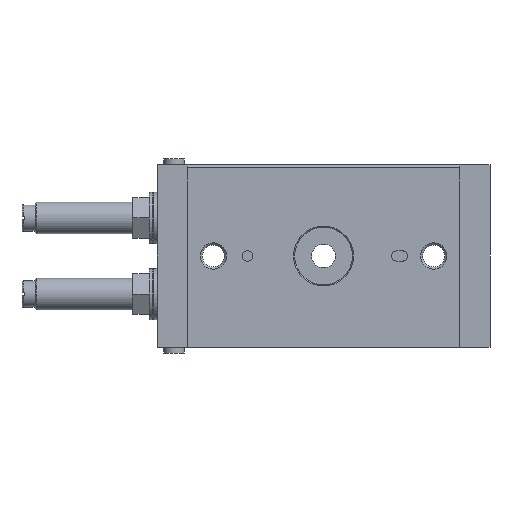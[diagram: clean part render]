
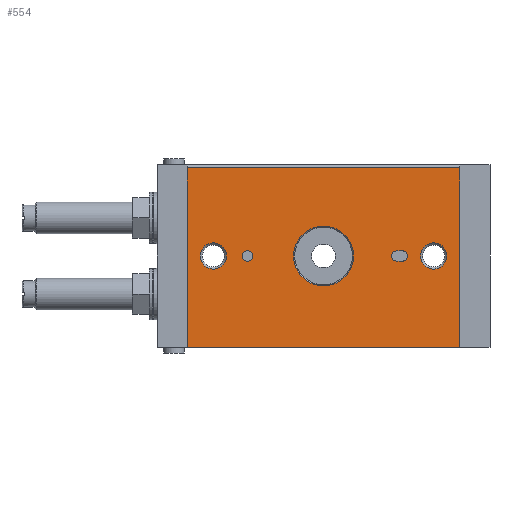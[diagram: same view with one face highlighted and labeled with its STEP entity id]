
A CAD part, front view. The second image highlights one B-rep face of the part: STEP entity #554.
In plain terms, the highlighted planar face has unit normal (0, -1, 0).
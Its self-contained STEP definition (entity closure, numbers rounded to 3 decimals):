
#554 = ADVANCED_FACE( '', ( #1374, #1375, #1376, #1377, #1378, #1379 ), #1380, .F. );
#1374 = FACE_BOUND( '', #2625, .T. );
#1375 = FACE_BOUND( '', #2626, .T. );
#1376 = FACE_BOUND( '', #2627, .T. );
#1377 = FACE_BOUND( '', #2628, .T. );
#1378 = FACE_BOUND( '', #2629, .T. );
#1379 = FACE_OUTER_BOUND( '', #2630, .T. );
#1380 = PLANE( '', #2631 );
#2625 = EDGE_LOOP( '', ( #4145 ) );
#2626 = EDGE_LOOP( '', ( #4146, #4147, #4148, #4149 ) );
#2627 = EDGE_LOOP( '', ( #4150 ) );
#2628 = EDGE_LOOP( '', ( #4151 ) );
#2629 = EDGE_LOOP( '', ( #4152 ) );
#2630 = EDGE_LOOP( '', ( #4153, #4154, #4155, #4156 ) );
#2631 = AXIS2_PLACEMENT_3D( '', #4157, #4158, #4159 );
#4145 = ORIENTED_EDGE( '', *, *, #6373, .T. );
#4146 = ORIENTED_EDGE( '', *, *, #6374, .T. );
#4147 = ORIENTED_EDGE( '', *, *, #6375, .T. );
#4148 = ORIENTED_EDGE( '', *, *, #6376, .T. );
#4149 = ORIENTED_EDGE( '', *, *, #6377, .T. );
#4150 = ORIENTED_EDGE( '', *, *, #6378, .F. );
#4151 = ORIENTED_EDGE( '', *, *, #6379, .T. );
#4152 = ORIENTED_EDGE( '', *, *, #6380, .T. );
#4153 = ORIENTED_EDGE( '', *, *, #6180, .T. );
#4154 = ORIENTED_EDGE( '', *, *, #6365, .F. );
#4155 = ORIENTED_EDGE( '', *, *, #6381, .F. );
#4156 = ORIENTED_EDGE( '', *, *, #6382, .T. );
#4157 = CARTESIAN_POINT( '', ( 52., 0., 33.586 ) );
#4158 = DIRECTION( '', ( 0., 1., 0. ) );
#4159 = DIRECTION( '', ( 0., 0., 1. ) );
#6180 = EDGE_CURVE( '', #7143, #7149, #7151, .T. );
#6365 = EDGE_CURVE( '', #7448, #7149, #7450, .T. );
#6373 = EDGE_CURVE( '', #7461, #7461, #7462, .T. );
#6374 = EDGE_CURVE( '', #7463, #7464, #7465, .T. );
#6375 = EDGE_CURVE( '', #7464, #7466, #7467, .T. );
#6376 = EDGE_CURVE( '', #7466, #7468, #7469, .T. );
#6377 = EDGE_CURVE( '', #7468, #7463, #7470, .T. );
#6378 = EDGE_CURVE( '', #7471, #7471, #7472, .T. );
#6379 = EDGE_CURVE( '', #7473, #7473, #7474, .T. );
#6380 = EDGE_CURVE( '', #7475, #7475, #7476, .T. );
#6381 = EDGE_CURVE( '', #7477, #7448, #7478, .T. );
#6382 = EDGE_CURVE( '', #7477, #7143, #7479, .T. );
#7143 = VERTEX_POINT( '', #8554 );
#7149 = VERTEX_POINT( '', #8563 );
#7151 = LINE( '', #8566, #8567 );
#7448 = VERTEX_POINT( '', #8987 );
#7450 = LINE( '', #8990, #8991 );
#7461 = VERTEX_POINT( '', #9002 );
#7462 = CIRCLE( '', #9003, 2. );
#7463 = VERTEX_POINT( '', #9004 );
#7464 = VERTEX_POINT( '', #9005 );
#7465 = LINE( '', #9006, #9007 );
#7466 = VERTEX_POINT( '', #9008 );
#7467 = CIRCLE( '', #9009, 2. );
#7468 = VERTEX_POINT( '', #9010 );
#7469 = LINE( '', #9011, #9012 );
#7470 = CIRCLE( '', #9013, 2. );
#7471 = VERTEX_POINT( '', #9014 );
#7472 = CIRCLE( '', #9015, 11.424 );
#7473 = VERTEX_POINT( '', #9016 );
#7474 = CIRCLE( '', #9017, 5. );
#7475 = VERTEX_POINT( '', #9018 );
#7476 = CIRCLE( '', #9019, 5. );
#7477 = VERTEX_POINT( '', #9020 );
#7478 = LINE( '', #9021, #9022 );
#7479 = LINE( '', #9023, #9024 );
#8554 = CARTESIAN_POINT( '', ( -52., 0., 33.586 ) );
#8563 = CARTESIAN_POINT( '', ( -52., 0., -35. ) );
#8566 = CARTESIAN_POINT( '', ( -52., 0., 33.586 ) );
#8567 = VECTOR( '', #10277, 1000. );
#8987 = CARTESIAN_POINT( '', ( 52., 0., -35. ) );
#8990 = CARTESIAN_POINT( '', ( 52., 0., -35. ) );
#8991 = VECTOR( '', #10508, 1000. );
#9002 = CARTESIAN_POINT( '', ( -27., 0., 0. ) );
#9003 = AXIS2_PLACEMENT_3D( '', #10518, #10519, #10520 );
#9004 = CARTESIAN_POINT( '', ( 30., 0., -2. ) );
#9005 = CARTESIAN_POINT( '', ( 28., 0., -2. ) );
#9006 = CARTESIAN_POINT( '', ( 30., 0., -2. ) );
#9007 = VECTOR( '', #10521, 1000. );
#9008 = CARTESIAN_POINT( '', ( 28., 0., 2. ) );
#9009 = AXIS2_PLACEMENT_3D( '', #10522, #10523, #10524 );
#9010 = CARTESIAN_POINT( '', ( 30., 0., 2. ) );
#9011 = CARTESIAN_POINT( '', ( 28., 0., 2. ) );
#9012 = VECTOR( '', #10525, 1000. );
#9013 = AXIS2_PLACEMENT_3D( '', #10526, #10527, #10528 );
#9014 = CARTESIAN_POINT( '', ( 0., 0., -11.424 ) );
#9015 = AXIS2_PLACEMENT_3D( '', #10529, #10530, #10531 );
#9016 = CARTESIAN_POINT( '', ( -42., 0., 5. ) );
#9017 = AXIS2_PLACEMENT_3D( '', #10532, #10533, #10534 );
#9018 = CARTESIAN_POINT( '', ( 42., 0., 5. ) );
#9019 = AXIS2_PLACEMENT_3D( '', #10535, #10536, #10537 );
#9020 = CARTESIAN_POINT( '', ( 52., 0., 33.586 ) );
#9021 = CARTESIAN_POINT( '', ( 52., 0., 33.586 ) );
#9022 = VECTOR( '', #10538, 1000. );
#9023 = CARTESIAN_POINT( '', ( 52., 0., 33.586 ) );
#9024 = VECTOR( '', #10539, 1000. );
#10277 = DIRECTION( '', ( 0., 0., -1. ) );
#10508 = DIRECTION( '', ( -1., 0., 0. ) );
#10518 = CARTESIAN_POINT( '', ( -29., 0., 0. ) );
#10519 = DIRECTION( '', ( 0., 1., 0. ) );
#10520 = DIRECTION( '', ( 1., 0., 0. ) );
#10521 = DIRECTION( '', ( -1., 0., 0. ) );
#10522 = CARTESIAN_POINT( '', ( 28., 0., 0. ) );
#10523 = DIRECTION( '', ( 0., 1., 0. ) );
#10524 = DIRECTION( '', ( 1., 0., 0. ) );
#10525 = DIRECTION( '', ( 1., 0., 0. ) );
#10526 = CARTESIAN_POINT( '', ( 30., 0., 0. ) );
#10527 = DIRECTION( '', ( 0., 1., 0. ) );
#10528 = DIRECTION( '', ( 1., 0., 0. ) );
#10529 = CARTESIAN_POINT( '', ( 0., 0., 0. ) );
#10530 = DIRECTION( '', ( 0., -1., 0. ) );
#10531 = DIRECTION( '', ( 0., 0., -1. ) );
#10532 = CARTESIAN_POINT( '', ( -42., 0., 0. ) );
#10533 = DIRECTION( '', ( 0., 1., 0. ) );
#10534 = DIRECTION( '', ( 0., 0., 1. ) );
#10535 = CARTESIAN_POINT( '', ( 42., 0., 0. ) );
#10536 = DIRECTION( '', ( 0., 1., 0. ) );
#10537 = DIRECTION( '', ( 0., 0., 1. ) );
#10538 = DIRECTION( '', ( 0., 0., -1. ) );
#10539 = DIRECTION( '', ( -1., 0., 0. ) );
